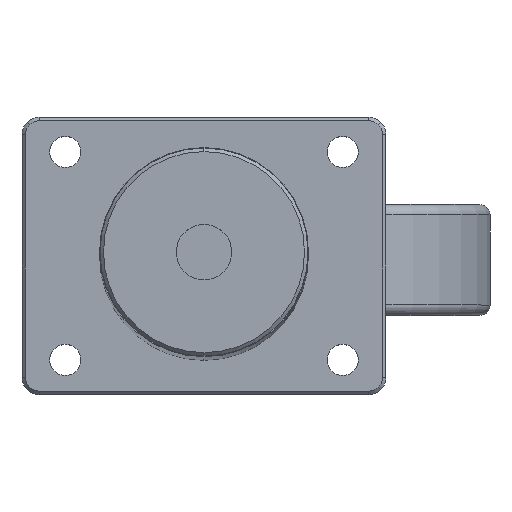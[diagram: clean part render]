
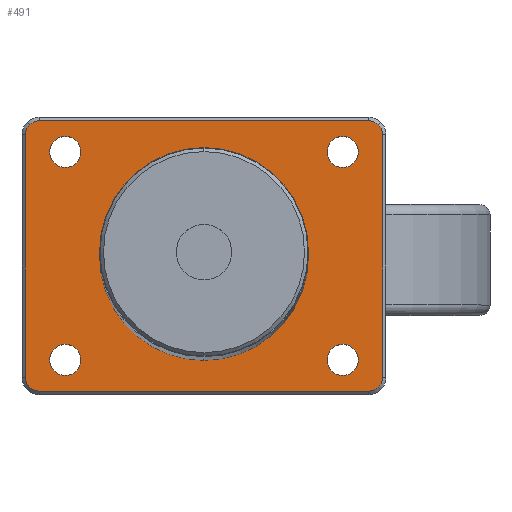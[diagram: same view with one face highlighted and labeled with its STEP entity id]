
A CAD part, top view. The second image highlights one B-rep face of the part: STEP entity #491.
In plain terms, the highlighted planar face has unit normal (0, 0, 1).
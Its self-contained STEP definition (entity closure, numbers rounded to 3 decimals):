
#491=ADVANCED_FACE('',(#1002,#1003,#1004,#1005,#1006,#1007),#1008,.T.);
#1002=FACE_BOUND('',#1592,.T.);
#1003=FACE_BOUND('',#1593,.T.);
#1004=FACE_BOUND('',#1594,.T.);
#1005=FACE_BOUND('',#1595,.T.);
#1006=FACE_BOUND('',#1596,.T.);
#1007=FACE_OUTER_BOUND('',#1597,.T.);
#1008=PLANE('',#1598);
#1592=EDGE_LOOP('',(#2689,#2690));
#1593=EDGE_LOOP('',(#2691,#2692));
#1594=EDGE_LOOP('',(#2693,#2694));
#1595=EDGE_LOOP('',(#2695,#2696));
#1596=EDGE_LOOP('',(#2697,#2698));
#1597=EDGE_LOOP('',(#2699,#2700,#2701,#2702,#2703,#2704,#2705,#2706,#2707,#2708,#2709,#2710));
#1598=AXIS2_PLACEMENT_3D('',#2711,#2712,#2713);
#2689=ORIENTED_EDGE('',*,*,#3662,.T.);
#2690=ORIENTED_EDGE('',*,*,#3557,.T.);
#2691=ORIENTED_EDGE('',*,*,#3391,.T.);
#2692=ORIENTED_EDGE('',*,*,#3641,.T.);
#2693=ORIENTED_EDGE('',*,*,#3519,.T.);
#2694=ORIENTED_EDGE('',*,*,#3610,.T.);
#2695=ORIENTED_EDGE('',*,*,#3570,.T.);
#2696=ORIENTED_EDGE('',*,*,#3663,.T.);
#2697=ORIENTED_EDGE('',*,*,#3664,.T.);
#2698=ORIENTED_EDGE('',*,*,#3507,.T.);
#2699=ORIENTED_EDGE('',*,*,#3333,.F.);
#2700=ORIENTED_EDGE('',*,*,#3495,.F.);
#2701=ORIENTED_EDGE('',*,*,#3665,.F.);
#2702=ORIENTED_EDGE('',*,*,#3666,.F.);
#2703=ORIENTED_EDGE('',*,*,#3599,.F.);
#2704=ORIENTED_EDGE('',*,*,#3651,.F.);
#2705=ORIENTED_EDGE('',*,*,#3487,.F.);
#2706=ORIENTED_EDGE('',*,*,#3456,.F.);
#2707=ORIENTED_EDGE('',*,*,#3654,.F.);
#2708=ORIENTED_EDGE('',*,*,#3627,.F.);
#2709=ORIENTED_EDGE('',*,*,#3667,.F.);
#2710=ORIENTED_EDGE('',*,*,#3445,.F.);
#2711=CARTESIAN_POINT('',(52.5,-40.0,-582.0));
#2712=DIRECTION('',(0.0,-0.0,1.0));
#2713=DIRECTION('',(0.,1.0,0.0));
#3333=EDGE_CURVE('',#3964,#3959,#3966,.T.);
#3391=EDGE_CURVE('',#4056,#4060,#4062,.T.);
#3445=EDGE_CURVE('',#3959,#4148,#4149,.T.);
#3456=EDGE_CURVE('',#4163,#4161,#4165,.T.);
#3487=EDGE_CURVE('',#4161,#4204,#4208,.T.);
#3495=EDGE_CURVE('',#4217,#3964,#4219,.T.);
#3507=EDGE_CURVE('',#4238,#4236,#4239,.T.);
#3519=EDGE_CURVE('',#4253,#4255,#4257,.T.);
#3557=EDGE_CURVE('',#4307,#4309,#4311,.T.);
#3570=EDGE_CURVE('',#4328,#4330,#4332,.T.);
#3599=EDGE_CURVE('',#4365,#4363,#4367,.T.);
#3610=EDGE_CURVE('',#4255,#4253,#4383,.T.);
#3627=EDGE_CURVE('',#4403,#4399,#4405,.T.);
#3641=EDGE_CURVE('',#4060,#4056,#4421,.T.);
#3651=EDGE_CURVE('',#4204,#4365,#4433,.T.);
#3654=EDGE_CURVE('',#4399,#4163,#4436,.T.);
#3662=EDGE_CURVE('',#4309,#4307,#4444,.T.);
#3663=EDGE_CURVE('',#4330,#4328,#4445,.T.);
#3664=EDGE_CURVE('',#4236,#4238,#4446,.T.);
#3665=EDGE_CURVE('',#4447,#4217,#4448,.T.);
#3666=EDGE_CURVE('',#4363,#4447,#4449,.T.);
#3667=EDGE_CURVE('',#4148,#4403,#4450,.T.);
#3959=VERTEX_POINT('',#4812);
#3964=VERTEX_POINT('',#4818);
#3966=CIRCLE('',#4821,4.);
#4056=VERTEX_POINT('',#4956);
#4060=VERTEX_POINT('',#4961);
#4062=CIRCLE('',#4964,4.5);
#4148=VERTEX_POINT('',#5071);
#4149=CIRCLE('',#5072,4.);
#4161=VERTEX_POINT('',#5089);
#4163=VERTEX_POINT('',#5092);
#4165=LINE('',#5095,#5096);
#4204=VERTEX_POINT('',#5167);
#4208=CIRCLE('',#5172,4.);
#4217=VERTEX_POINT('',#5183);
#4219=LINE('',#5186,#5187);
#4236=VERTEX_POINT('',#5208);
#4238=VERTEX_POINT('',#5211);
#4239=CIRCLE('',#5212,4.5);
#4253=VERTEX_POINT('',#5229);
#4255=VERTEX_POINT('',#5232);
#4257=CIRCLE('',#5235,4.5);
#4307=VERTEX_POINT('',#5294);
#4309=VERTEX_POINT('',#5297);
#4311=CIRCLE('',#5300,12.0);
#4328=VERTEX_POINT('',#5319);
#4330=VERTEX_POINT('',#5322);
#4332=CIRCLE('',#5325,4.5);
#4363=VERTEX_POINT('',#5365);
#4365=VERTEX_POINT('',#5368);
#4367=LINE('',#5371,#5372);
#4383=CIRCLE('',#5417,4.5);
#4399=VERTEX_POINT('',#5437);
#4403=VERTEX_POINT('',#5442);
#4405=CIRCLE('',#5445,4.);
#4421=CIRCLE('',#5463,4.5);
#4433=CIRCLE('',#5477,4.);
#4436=CIRCLE('',#5480,4.);
#4444=CIRCLE('',#5488,12.0);
#4445=CIRCLE('',#5489,4.5);
#4446=CIRCLE('',#5490,4.5);
#4447=VERTEX_POINT('',#5491);
#4448=CIRCLE('',#5492,4.0);
#4449=CIRCLE('',#5493,4.0);
#4450=LINE('',#5494,#5495);
#4812=CARTESIAN_POINT('',(-50.328,-37.828,-582.0));
#4818=CARTESIAN_POINT('',(-47.5,-39.0,-582.0));
#4821=AXIS2_PLACEMENT_3D('',#5794,#5795,#5796);
#4956=CARTESIAN_POINT('',(-40.0,-25.5,-582.0));
#4961=CARTESIAN_POINT('',(-40.0,-34.5,-582.0));
#4964=AXIS2_PLACEMENT_3D('',#5880,#5881,#5882);
#5071=CARTESIAN_POINT('',(-51.5,-35.0,-582.0));
#5072=AXIS2_PLACEMENT_3D('',#5970,#5971,#5972);
#5089=CARTESIAN_POINT('',(47.5,39.0,-582.0));
#5092=CARTESIAN_POINT('',(-47.5,39.0,-582.0));
#5095=CARTESIAN_POINT('',(0.,39.0,-582.0));
#5096=VECTOR('',#5983,1.0);
#5167=CARTESIAN_POINT('',(50.328,37.828,-582.0));
#5172=AXIS2_PLACEMENT_3D('',#6026,#6027,#6028);
#5183=CARTESIAN_POINT('',(47.5,-39.0,-582.0));
#5186=CARTESIAN_POINT('',(52.5,-39.0,-582.0));
#5187=VECTOR('',#6035,1.0);
#5208=CARTESIAN_POINT('',(40.0,25.5,-582.0));
#5211=CARTESIAN_POINT('',(40.0,34.5,-582.0));
#5212=AXIS2_PLACEMENT_3D('',#6050,#6051,#6052);
#5229=CARTESIAN_POINT('',(-40.0,25.5,-582.0));
#5232=CARTESIAN_POINT('',(-40.0,34.5,-582.0));
#5235=AXIS2_PLACEMENT_3D('',#6067,#6068,#6069);
#5294=CARTESIAN_POINT('',(0.,12.0,-582.0));
#5297=CARTESIAN_POINT('',(0.0,-12.0,-582.0));
#5300=AXIS2_PLACEMENT_3D('',#6132,#6133,#6134);
#5319=CARTESIAN_POINT('',(40.0,-25.5,-582.0));
#5322=CARTESIAN_POINT('',(40.0,-34.5,-582.0));
#5325=AXIS2_PLACEMENT_3D('',#6151,#6152,#6153);
#5365=CARTESIAN_POINT('',(51.5,-35.0,-582.0));
#5368=CARTESIAN_POINT('',(51.5,35.0,-582.0));
#5371=CARTESIAN_POINT('',(51.5,0.0,-582.0));
#5372=VECTOR('',#6186,1.0);
#5417=AXIS2_PLACEMENT_3D('',#6195,#6196,#6197);
#5437=CARTESIAN_POINT('',(-50.328,37.828,-582.0));
#5442=CARTESIAN_POINT('',(-51.5,35.0,-582.0));
#5445=AXIS2_PLACEMENT_3D('',#6216,#6217,#6218);
#5463=AXIS2_PLACEMENT_3D('',#6239,#6240,#6241);
#5477=AXIS2_PLACEMENT_3D('',#6253,#6254,#6255);
#5480=AXIS2_PLACEMENT_3D('',#6259,#6260,#6261);
#5488=AXIS2_PLACEMENT_3D('',#6271,#6272,#6273);
#5489=AXIS2_PLACEMENT_3D('',#6274,#6275,#6276);
#5490=AXIS2_PLACEMENT_3D('',#6277,#6278,#6279);
#5491=CARTESIAN_POINT('',(50.328,-37.828,-582.0));
#5492=AXIS2_PLACEMENT_3D('',#6280,#6281,#6282);
#5493=AXIS2_PLACEMENT_3D('',#6283,#6284,#6285);
#5494=CARTESIAN_POINT('',(-51.5,-40.0,-582.0));
#5495=VECTOR('',#6286,1.0);
#5794=CARTESIAN_POINT('',(-47.5,-35.0,-582.0));
#5795=DIRECTION('',(0.0,-0.0,-1.0));
#5796=DIRECTION('',(-0.707,-0.707,0.0));
#5880=CARTESIAN_POINT('',(-40.0,-30.0,-582.0));
#5881=DIRECTION('',(0.0,0.0,-1.0));
#5882=DIRECTION('',(0.,1.0,0.0));
#5970=CARTESIAN_POINT('',(-47.5,-35.0,-582.0));
#5971=DIRECTION('',(0.0,-0.0,-1.0));
#5972=DIRECTION('',(-0.707,-0.707,0.0));
#5983=DIRECTION('',(1.0,0.,0.0));
#6026=CARTESIAN_POINT('',(47.5,35.0,-582.0));
#6027=DIRECTION('',(0.0,0.0,-1.0));
#6028=DIRECTION('',(0.707,0.707,0.0));
#6035=DIRECTION('',(-1.0,0.,0.0));
#6050=CARTESIAN_POINT('',(40.0,30.0,-582.0));
#6051=DIRECTION('',(0.0,-0.0,-1.0));
#6052=DIRECTION('',(0.,-1.0,0.0));
#6067=CARTESIAN_POINT('',(-40.0,30.0,-582.0));
#6068=DIRECTION('',(0.0,-0.0,-1.0));
#6069=DIRECTION('',(0.,-1.0,0.0));
#6132=CARTESIAN_POINT('',(0.0,0.,-582.0));
#6133=DIRECTION('',(0.0,0.0,-1.0));
#6134=DIRECTION('',(0.,1.0,0.0));
#6151=CARTESIAN_POINT('',(40.0,-30.0,-582.0));
#6152=DIRECTION('',(0.0,0.0,-1.0));
#6153=DIRECTION('',(0.,1.0,0.0));
#6186=DIRECTION('',(0.,-1.0,0.0));
#6195=CARTESIAN_POINT('',(-40.0,30.0,-582.0));
#6196=DIRECTION('',(0.0,-0.0,-1.0));
#6197=DIRECTION('',(0.,-1.0,0.0));
#6216=CARTESIAN_POINT('',(-47.5,35.0,-582.0));
#6217=DIRECTION('',(0.0,0.0,-1.0));
#6218=DIRECTION('',(-0.707,0.707,0.0));
#6239=CARTESIAN_POINT('',(-40.0,-30.0,-582.0));
#6240=DIRECTION('',(0.0,0.0,-1.0));
#6241=DIRECTION('',(0.,1.0,0.0));
#6253=CARTESIAN_POINT('',(47.5,35.0,-582.0));
#6254=DIRECTION('',(0.0,0.0,-1.0));
#6255=DIRECTION('',(0.707,0.707,0.0));
#6259=CARTESIAN_POINT('',(-47.5,35.0,-582.0));
#6260=DIRECTION('',(0.0,0.0,-1.0));
#6261=DIRECTION('',(-0.707,0.707,0.0));
#6271=CARTESIAN_POINT('',(0.0,0.,-582.0));
#6272=DIRECTION('',(0.0,0.0,-1.0));
#6273=DIRECTION('',(0.,1.0,0.0));
#6274=CARTESIAN_POINT('',(40.0,-30.0,-582.0));
#6275=DIRECTION('',(0.0,0.0,-1.0));
#6276=DIRECTION('',(0.,1.0,0.0));
#6277=CARTESIAN_POINT('',(40.0,30.0,-582.0));
#6278=DIRECTION('',(0.0,-0.0,-1.0));
#6279=DIRECTION('',(0.,-1.0,0.0));
#6280=CARTESIAN_POINT('',(47.5,-35.0,-582.0));
#6281=DIRECTION('',(0.0,-0.0,-1.0));
#6282=DIRECTION('',(0.707,-0.707,0.0));
#6283=CARTESIAN_POINT('',(47.5,-35.0,-582.0));
#6284=DIRECTION('',(0.0,-0.0,-1.0));
#6285=DIRECTION('',(0.707,-0.707,0.0));
#6286=DIRECTION('',(0.,1.0,0.0));
